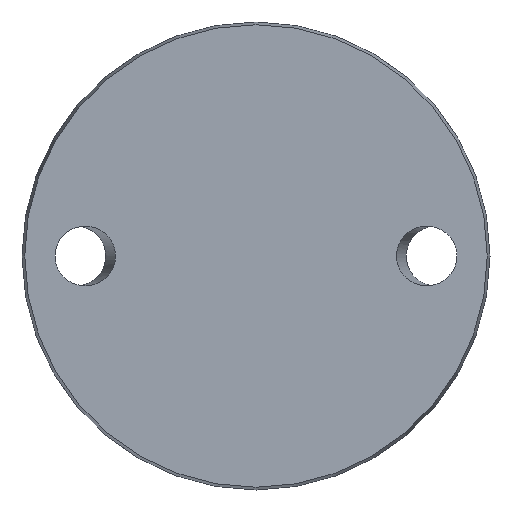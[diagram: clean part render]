
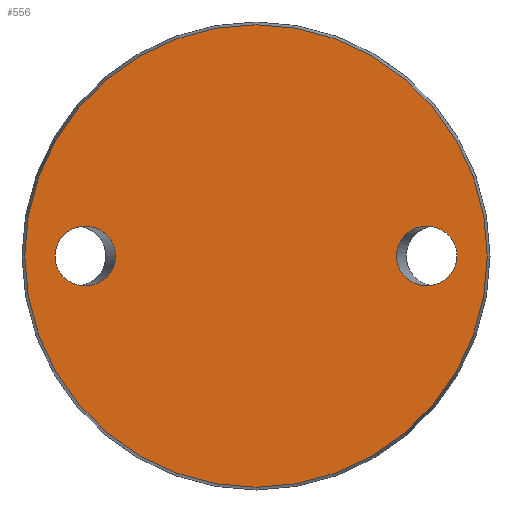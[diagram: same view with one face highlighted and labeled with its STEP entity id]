
A CAD part, front view. The second image highlights one B-rep face of the part: STEP entity #556.
In plain terms, the highlighted planar face has unit normal (0, -1, 0).
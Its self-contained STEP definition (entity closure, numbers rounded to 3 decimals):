
#6 = VERTEX_POINT ( 'NONE', #261 ) ;
#33 = DIRECTION ( 'NONE',  ( 0., 0., -1. ) ) ;
#43 = EDGE_CURVE ( 'NONE', #6, #6, #139, .T. ) ;
#60 = CARTESIAN_POINT ( 'NONE',  ( -42.087, 0., 0. ) ) ;
#99 = CARTESIAN_POINT ( 'NONE',  ( 42.087, 0., 0. ) ) ;
#112 = DIRECTION ( 'NONE',  ( 0., 1., 0. ) ) ;
#124 = FACE_BOUND ( 'NONE', #687, .T. ) ;
#139 =( BOUNDED_CURVE ( )  B_SPLINE_CURVE ( 3, ( #580, #292, #763, #711, #636, #770, #99 ),
 .UNSPECIFIED., .T., .F. ) 
 B_SPLINE_CURVE_WITH_KNOTS ( ( 4, 3, 4 ),
 ( 0., 3.142, 6.283 ),
 .UNSPECIFIED. ) 
 CURVE ( )  GEOMETRIC_REPRESENTATION_ITEM ( )  RATIONAL_B_SPLINE_CURVE ( ( 1., 0.333, 0.333, 1., 0.333, 0.333, 1. ) ) 
 REPRESENTATION_ITEM ( '' )  );
#170 = CARTESIAN_POINT ( 'NONE',  ( -48.425, 0., 0. ) ) ;
#176 = EDGE_CURVE ( 'NONE', #335, #335, #328, .T. ) ;
#237 = EDGE_LOOP ( 'NONE', ( #411 ) ) ;
#241 = CARTESIAN_POINT ( 'NONE',  ( -29.413, 0., 0. ) ) ;
#261 = CARTESIAN_POINT ( 'NONE',  ( 42.087, 0., 0. ) ) ;
#278 = DIRECTION ( 'NONE',  ( 0., 0., 1. ) ) ;
#292 = CARTESIAN_POINT ( 'NONE',  ( 42.087, 0., -12.5 ) ) ;
#299 = AXIS2_PLACEMENT_3D ( 'NONE', #638, #750, #33 ) ;
#306 = EDGE_CURVE ( 'NONE', #581, #581, #676, .T. ) ;
#328 =( BOUNDED_CURVE ( )  B_SPLINE_CURVE ( 3, ( #425, #372, #552, #241, #477, #602, #60 ),
 .UNSPECIFIED., .T., .F. ) 
 B_SPLINE_CURVE_WITH_KNOTS ( ( 4, 3, 4 ),
 ( 0., 3.142, 6.283 ),
 .UNSPECIFIED. ) 
 CURVE ( )  GEOMETRIC_REPRESENTATION_ITEM ( )  RATIONAL_B_SPLINE_CURVE ( ( 1., 0.333, 0.333, 1., 0.333, 0.333, 1. ) ) 
 REPRESENTATION_ITEM ( '' )  );
#335 = VERTEX_POINT ( 'NONE', #409 ) ;
#372 = CARTESIAN_POINT ( 'NONE',  ( -42.087, 0., 12.5 ) ) ;
#409 = CARTESIAN_POINT ( 'NONE',  ( -42.087, 0., 0. ) ) ;
#411 = ORIENTED_EDGE ( 'NONE', *, *, #306, .T. ) ;
#422 = FACE_OUTER_BOUND ( 'NONE', #237, .T. ) ;
#425 = CARTESIAN_POINT ( 'NONE',  ( -42.087, 0., 0. ) ) ;
#456 = CARTESIAN_POINT ( 'NONE',  ( 0., 0., -48.425 ) ) ;
#477 = CARTESIAN_POINT ( 'NONE',  ( -29.413, 0., -12.5 ) ) ;
#481 = AXIS2_PLACEMENT_3D ( 'NONE', #170, #112, #278 ) ;
#529 = FACE_BOUND ( 'NONE', #631, .T. ) ;
#552 = CARTESIAN_POINT ( 'NONE',  ( -29.413, 0., 12.5 ) ) ;
#556 = ADVANCED_FACE ( 'NONE', ( #124, #529, #422 ), #696, .F. ) ;
#580 = CARTESIAN_POINT ( 'NONE',  ( 42.087, 0., 0. ) ) ;
#581 = VERTEX_POINT ( 'NONE', #456 ) ;
#592 = ORIENTED_EDGE ( 'NONE', *, *, #176, .T. ) ;
#602 = CARTESIAN_POINT ( 'NONE',  ( -42.087, 0., -12.5 ) ) ;
#631 = EDGE_LOOP ( 'NONE', ( #776 ) ) ;
#636 = CARTESIAN_POINT ( 'NONE',  ( 29.413, 0., 12.5 ) ) ;
#638 = CARTESIAN_POINT ( 'NONE',  ( 0., 0., 0. ) ) ;
#676 = CIRCLE ( 'NONE', #299, 48.425 ) ;
#687 = EDGE_LOOP ( 'NONE', ( #592 ) ) ;
#696 = PLANE ( 'NONE',  #481 ) ;
#711 = CARTESIAN_POINT ( 'NONE',  ( 29.413, 0., 0. ) ) ;
#750 = DIRECTION ( 'NONE',  ( 0., -1., 0. ) ) ;
#763 = CARTESIAN_POINT ( 'NONE',  ( 29.413, 0., -12.5 ) ) ;
#770 = CARTESIAN_POINT ( 'NONE',  ( 42.087, 0., 12.5 ) ) ;
#776 = ORIENTED_EDGE ( 'NONE', *, *, #43, .T. ) ;
